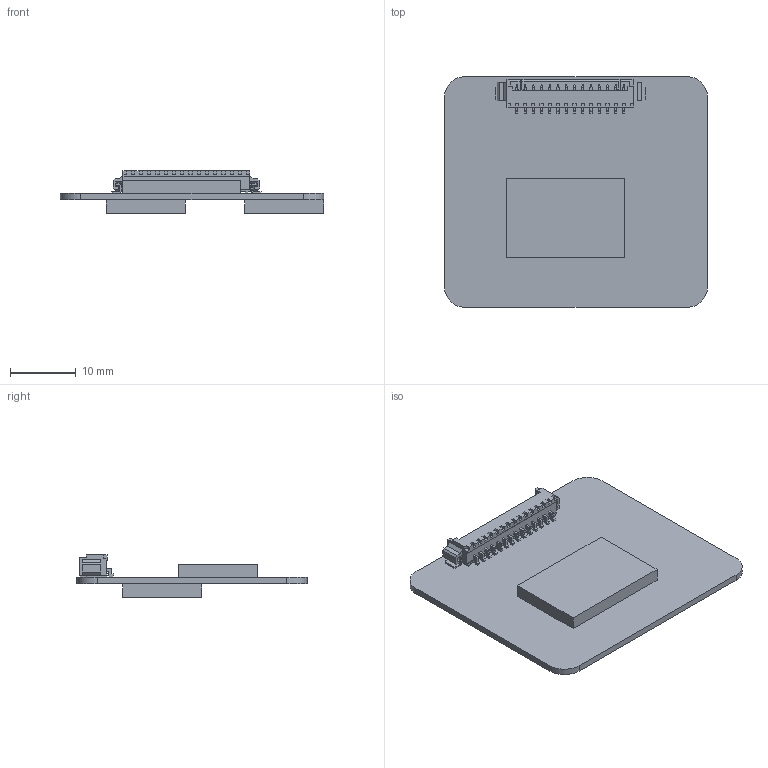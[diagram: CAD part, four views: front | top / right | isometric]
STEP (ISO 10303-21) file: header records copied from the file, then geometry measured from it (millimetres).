
FILE_DESCRIPTION (( 'STEP AP214' ), '1' );
FILE_NAME ('Arribada TT3 - lora.STEP', '2019-06-06T09:00:55', ( '' ), ( '' ), 'SwSTEP 2.0', 'SolidWorks 2016', '' );
FILE_SCHEMA (( 'AUTOMOTIVE_DESIGN' ));
Length unit declared in the file: millimetre
Products named in the file (1): Arribada TT3 - lora
Bounding box: 40 x 35 x 6.41 mm (x, y, z)
Volume: 2535.5 mm3; surface area: 4792 mm2
Topology: 5 solids, 5 shells, 548 faces, 1474 edges, 958 vertices
Faces by surface type: plane 508, cylinder 40
Entity records: 22572 total; most frequent: CARTESIAN_POINT 2987, ORIENTED_EDGE 2948, DIRECTION 2650, EDGE_CURVE 1474, LINE 1392, VECTOR 1392, VERTEX_POINT 958, AXIS2_PLACEMENT_3D 629
